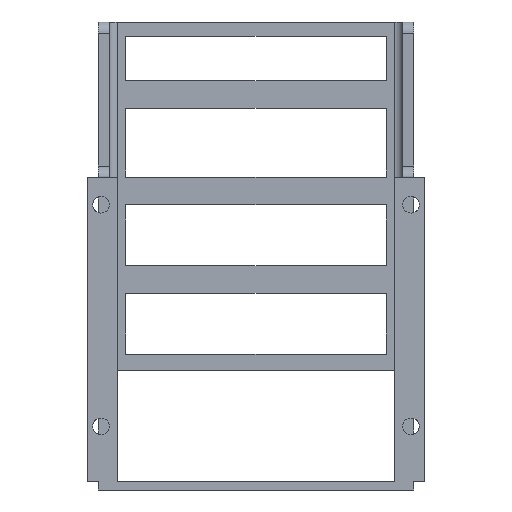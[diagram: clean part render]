
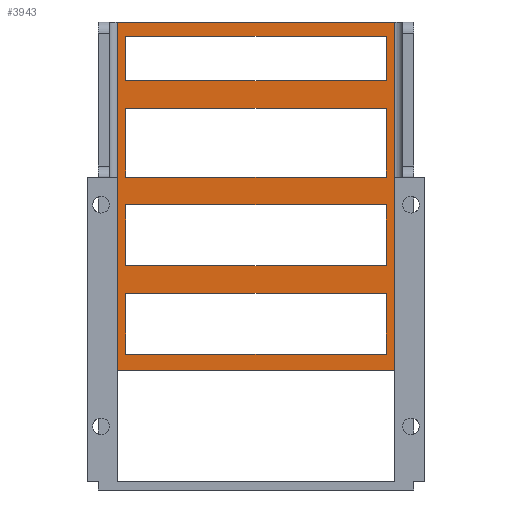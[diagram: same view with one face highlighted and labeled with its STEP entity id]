
A CAD part, front view. The second image highlights one B-rep face of the part: STEP entity #3943.
In plain terms, the highlighted planar face has unit normal (0, -1, 0).
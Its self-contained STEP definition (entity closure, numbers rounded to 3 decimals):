
#1242=DIRECTION('',(-1.,0.,0.));
#1243=VECTOR('',#1242,50.);
#1244=CARTESIAN_POINT('',(25.,26.,55.5));
#1245=LINE('',#1244,#1243);
#1304=DIRECTION('',(-1.,0.,0.));
#1305=VECTOR('',#1304,47.);
#1306=CARTESIAN_POINT('',(23.5,26.,-4.5));
#1307=LINE('',#1306,#1305);
#1308=DIRECTION('',(0.,0.,-1.));
#1309=VECTOR('',#1308,11.);
#1310=CARTESIAN_POINT('',(23.5,26.,6.5));
#1311=LINE('',#1310,#1309);
#1312=DIRECTION('',(1.,0.,0.));
#1313=VECTOR('',#1312,47.);
#1314=CARTESIAN_POINT('',(-23.5,26.,6.5));
#1315=LINE('',#1314,#1313);
#1316=DIRECTION('',(0.,0.,1.));
#1317=VECTOR('',#1316,11.);
#1318=CARTESIAN_POINT('',(-23.5,26.,-4.5));
#1319=LINE('',#1318,#1317);
#1320=DIRECTION('',(-1.,0.,0.));
#1321=VECTOR('',#1320,47.);
#1322=CARTESIAN_POINT('',(23.5,26.,11.5));
#1323=LINE('',#1322,#1321);
#1324=DIRECTION('',(0.,0.,-1.));
#1325=VECTOR('',#1324,11.);
#1326=CARTESIAN_POINT('',(23.5,26.,22.5));
#1327=LINE('',#1326,#1325);
#1328=DIRECTION('',(1.,0.,0.));
#1329=VECTOR('',#1328,47.);
#1330=CARTESIAN_POINT('',(-23.5,26.,22.5));
#1331=LINE('',#1330,#1329);
#1332=DIRECTION('',(0.,0.,1.));
#1333=VECTOR('',#1332,11.);
#1334=CARTESIAN_POINT('',(-23.5,26.,11.5));
#1335=LINE('',#1334,#1333);
#1336=DIRECTION('',(0.,0.,1.));
#1337=VECTOR('',#1336,63.);
#1338=CARTESIAN_POINT('',(25.,26.,-7.5));
#1339=LINE('',#1338,#1337);
#1340=DIRECTION('',(-1.,0.,0.));
#1341=VECTOR('',#1340,50.);
#1342=CARTESIAN_POINT('',(25.,26.,-7.5));
#1343=LINE('',#1342,#1341);
#1344=DIRECTION('',(0.,0.,-1.));
#1345=VECTOR('',#1344,63.);
#1346=CARTESIAN_POINT('',(-25.,26.,55.5));
#1347=LINE('',#1346,#1345);
#1348=DIRECTION('',(0.,0.,1.));
#1349=VECTOR('',#1348,12.415);
#1350=CARTESIAN_POINT('',(23.5,26.,27.5));
#1351=LINE('',#1350,#1349);
#1352=DIRECTION('',(-1.,0.,0.));
#1353=VECTOR('',#1352,47.);
#1354=CARTESIAN_POINT('',(23.5,26.,39.915));
#1355=LINE('',#1354,#1353);
#1356=DIRECTION('',(0.,0.,-1.));
#1357=VECTOR('',#1356,12.415);
#1358=CARTESIAN_POINT('',(-23.5,26.,39.915));
#1359=LINE('',#1358,#1357);
#1360=DIRECTION('',(1.,0.,0.));
#1361=VECTOR('',#1360,47.);
#1362=CARTESIAN_POINT('',(-23.5,26.,27.5));
#1363=LINE('',#1362,#1361);
#1364=DIRECTION('',(0.,0.,1.));
#1365=VECTOR('',#1364,8.);
#1366=CARTESIAN_POINT('',(23.5,26.,44.915));
#1367=LINE('',#1366,#1365);
#1368=DIRECTION('',(-1.,0.,0.));
#1369=VECTOR('',#1368,47.);
#1370=CARTESIAN_POINT('',(23.5,26.,52.915));
#1371=LINE('',#1370,#1369);
#1372=DIRECTION('',(0.,0.,-1.));
#1373=VECTOR('',#1372,8.);
#1374=CARTESIAN_POINT('',(-23.5,26.,52.915));
#1375=LINE('',#1374,#1373);
#1376=DIRECTION('',(1.,0.,0.));
#1377=VECTOR('',#1376,47.);
#1378=CARTESIAN_POINT('',(-23.5,26.,44.915));
#1379=LINE('',#1378,#1377);
#1844=CARTESIAN_POINT('',(23.5,26.,-4.5));
#1845=CARTESIAN_POINT('',(-23.5,26.,-4.5));
#1846=VERTEX_POINT('',#1844);
#1847=VERTEX_POINT('',#1845);
#1848=CARTESIAN_POINT('',(-23.5,26.,6.5));
#1849=VERTEX_POINT('',#1848);
#1850=CARTESIAN_POINT('',(23.5,26.,6.5));
#1851=VERTEX_POINT('',#1850);
#1852=CARTESIAN_POINT('',(23.5,26.,11.5));
#1853=CARTESIAN_POINT('',(-23.5,26.,11.5));
#1854=VERTEX_POINT('',#1852);
#1855=VERTEX_POINT('',#1853);
#1856=CARTESIAN_POINT('',(-23.5,26.,22.5));
#1857=VERTEX_POINT('',#1856);
#1858=CARTESIAN_POINT('',(23.5,26.,22.5));
#1859=VERTEX_POINT('',#1858);
#2107=CARTESIAN_POINT('',(25.,26.,-7.5));
#2108=CARTESIAN_POINT('',(25.,26.,55.5));
#2109=VERTEX_POINT('',#2107);
#2110=VERTEX_POINT('',#2108);
#2115=CARTESIAN_POINT('',(-25.,26.,55.5));
#2116=CARTESIAN_POINT('',(-25.,26.,-7.5));
#2117=VERTEX_POINT('',#2115);
#2118=VERTEX_POINT('',#2116);
#2175=CARTESIAN_POINT('',(23.5,26.,27.5));
#2176=CARTESIAN_POINT('',(23.5,26.,39.915));
#2177=VERTEX_POINT('',#2175);
#2178=VERTEX_POINT('',#2176);
#2179=CARTESIAN_POINT('',(-23.5,26.,39.915));
#2180=VERTEX_POINT('',#2179);
#2181=CARTESIAN_POINT('',(-23.5,26.,27.5));
#2182=VERTEX_POINT('',#2181);
#2183=CARTESIAN_POINT('',(23.5,26.,44.915));
#2184=CARTESIAN_POINT('',(23.5,26.,52.915));
#2185=VERTEX_POINT('',#2183);
#2186=VERTEX_POINT('',#2184);
#2187=CARTESIAN_POINT('',(-23.5,26.,52.915));
#2188=VERTEX_POINT('',#2187);
#2189=CARTESIAN_POINT('',(-23.5,26.,44.915));
#2190=VERTEX_POINT('',#2189);
#3892=CARTESIAN_POINT('',(28.5,26.,-27.5));
#3893=DIRECTION('',(0.,1.,0.));
#3894=DIRECTION('',(-1.,0.,0.));
#3895=AXIS2_PLACEMENT_3D('',#3892,#3893,#3894);
#3896=PLANE('',#3895);
#3897=ORIENTED_EDGE('',*,*,#3856,.F.);
#3898=ORIENTED_EDGE('',*,*,#3870,.T.);
#3899=ORIENTED_EDGE('',*,*,#3886,.F.);
#3900=ORIENTED_EDGE('',*,*,#3831,.F.);
#3901=EDGE_LOOP('',(#3897,#3898,#3899,#3900));
#3902=FACE_OUTER_BOUND('',#3901,.F.);
#3904=ORIENTED_EDGE('',*,*,#3903,.F.);
#3906=ORIENTED_EDGE('',*,*,#3905,.F.);
#3908=ORIENTED_EDGE('',*,*,#3907,.F.);
#3910=ORIENTED_EDGE('',*,*,#3909,.F.);
#3911=EDGE_LOOP('',(#3904,#3906,#3908,#3910));
#3912=FACE_BOUND('',#3911,.F.);
#3914=ORIENTED_EDGE('',*,*,#3913,.F.);
#3916=ORIENTED_EDGE('',*,*,#3915,.F.);
#3918=ORIENTED_EDGE('',*,*,#3917,.F.);
#3920=ORIENTED_EDGE('',*,*,#3919,.F.);
#3921=EDGE_LOOP('',(#3914,#3916,#3918,#3920));
#3922=FACE_BOUND('',#3921,.F.);
#3924=ORIENTED_EDGE('',*,*,#3923,.T.);
#3926=ORIENTED_EDGE('',*,*,#3925,.T.);
#3928=ORIENTED_EDGE('',*,*,#3927,.T.);
#3930=ORIENTED_EDGE('',*,*,#3929,.T.);
#3931=EDGE_LOOP('',(#3924,#3926,#3928,#3930));
#3932=FACE_BOUND('',#3931,.F.);
#3934=ORIENTED_EDGE('',*,*,#3933,.T.);
#3936=ORIENTED_EDGE('',*,*,#3935,.T.);
#3938=ORIENTED_EDGE('',*,*,#3937,.T.);
#3940=ORIENTED_EDGE('',*,*,#3939,.T.);
#3941=EDGE_LOOP('',(#3934,#3936,#3938,#3940));
#3942=FACE_BOUND('',#3941,.F.);
#3831=EDGE_CURVE('',#2110,#2117,#1245,.T.);
#3856=EDGE_CURVE('',#2109,#2110,#1339,.T.);
#3870=EDGE_CURVE('',#2109,#2118,#1343,.T.);
#3886=EDGE_CURVE('',#2117,#2118,#1347,.T.);
#3903=EDGE_CURVE('',#1854,#1855,#1323,.T.);
#3905=EDGE_CURVE('',#1859,#1854,#1327,.T.);
#3907=EDGE_CURVE('',#1857,#1859,#1331,.T.);
#3909=EDGE_CURVE('',#1855,#1857,#1335,.T.);
#3913=EDGE_CURVE('',#1846,#1847,#1307,.T.);
#3915=EDGE_CURVE('',#1851,#1846,#1311,.T.);
#3917=EDGE_CURVE('',#1849,#1851,#1315,.T.);
#3919=EDGE_CURVE('',#1847,#1849,#1319,.T.);
#3923=EDGE_CURVE('',#2177,#2178,#1351,.T.);
#3925=EDGE_CURVE('',#2178,#2180,#1355,.T.);
#3927=EDGE_CURVE('',#2180,#2182,#1359,.T.);
#3929=EDGE_CURVE('',#2182,#2177,#1363,.T.);
#3933=EDGE_CURVE('',#2185,#2186,#1367,.T.);
#3935=EDGE_CURVE('',#2186,#2188,#1371,.T.);
#3937=EDGE_CURVE('',#2188,#2190,#1375,.T.);
#3939=EDGE_CURVE('',#2190,#2185,#1379,.T.);
#3943=ADVANCED_FACE('',(#3902,#3912,#3922,#3932,#3942),#3896,.F.);
